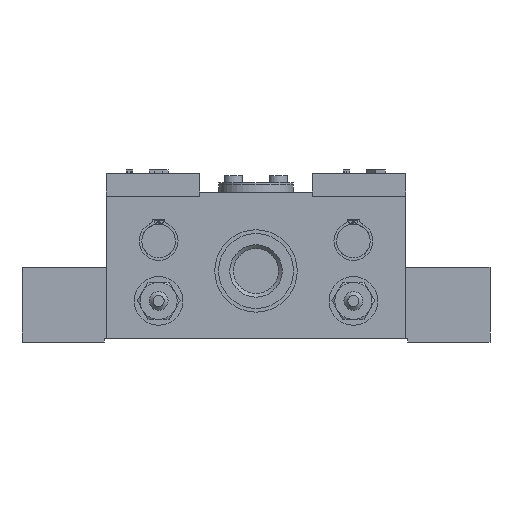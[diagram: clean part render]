
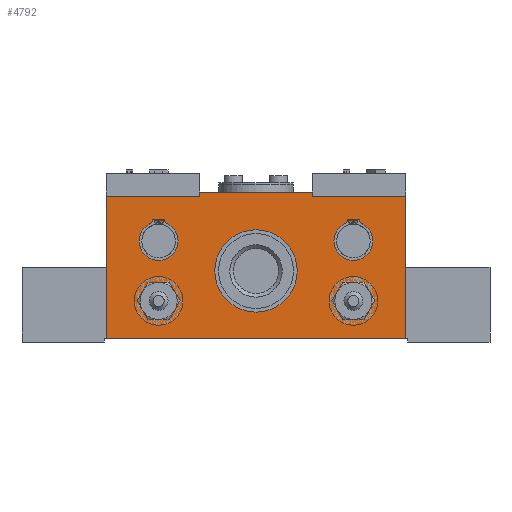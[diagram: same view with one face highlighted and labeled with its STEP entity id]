
A CAD part, left-side view. The second image highlights one B-rep face of the part: STEP entity #4792.
In plain terms, the highlighted planar face has unit normal (-1, 0, 0).
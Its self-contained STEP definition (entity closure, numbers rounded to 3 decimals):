
#4792=ADVANCED_FACE('',(#9780,#9781),#9782,.F.);
#9780=FACE_BOUND('',#15585,.T.);
#9781=FACE_OUTER_BOUND('',#15586,.T.);
#9782=PLANE('',#15587);
#15585=EDGE_LOOP('',(#26386));
#15586=EDGE_LOOP('',(#26387,#26388,#26389,#26390));
#15587=AXIS2_PLACEMENT_3D('',#26391,#26392,#26393);
#26386=ORIENTED_EDGE('',*,*,#40057,.T.);
#26387=ORIENTED_EDGE('',*,*,#40058,.T.);
#26388=ORIENTED_EDGE('',*,*,#40059,.F.);
#26389=ORIENTED_EDGE('',*,*,#40060,.F.);
#26390=ORIENTED_EDGE('',*,*,#38523,.T.);
#26391=CARTESIAN_POINT('',(-25.,60.556,26.778));
#26392=DIRECTION('',(1.,0.,0.));
#26393=DIRECTION('',(0.,0.,-1.));
#38523=EDGE_CURVE('',#47112,#47110,#47113,.T.);
#40057=EDGE_CURVE('',#49410,#49410,#49411,.T.);
#40058=EDGE_CURVE('',#47110,#49412,#49413,.T.);
#40059=EDGE_CURVE('',#49414,#49412,#49415,.T.);
#40060=EDGE_CURVE('',#47112,#49414,#49416,.T.);
#47110=VERTEX_POINT('',#59326);
#47112=VERTEX_POINT('',#59329);
#47113=LINE('',#59330,#59331);
#49410=VERTEX_POINT('',#62842);
#49411=CIRCLE('',#62843,11.);
#49412=VERTEX_POINT('',#62844);
#49413=LINE('',#62845,#62846);
#49414=VERTEX_POINT('',#62847);
#49415=LINE('',#62848,#62849);
#49416=LINE('',#62850,#62851);
#59326=CARTESIAN_POINT('',(-25.,60.556,-12.222));
#59329=CARTESIAN_POINT('',(-25.,60.556,26.778));
#59330=CARTESIAN_POINT('',(-25.,60.556,26.778));
#59331=VECTOR('',#69863,1.);
#62842=CARTESIAN_POINT('',(-25.,31.556,5.778));
#62843=AXIS2_PLACEMENT_3D('',#71135,#71136,#71137);
#62844=CARTESIAN_POINT('',(-25.,-19.444,-12.222));
#62845=CARTESIAN_POINT('',(-25.,60.556,-12.222));
#62846=VECTOR('',#71138,1.);
#62847=CARTESIAN_POINT('',(-25.,-19.444,26.778));
#62848=CARTESIAN_POINT('',(-25.,-19.444,26.778));
#62849=VECTOR('',#71139,1.);
#62850=CARTESIAN_POINT('',(-25.,60.556,26.778));
#62851=VECTOR('',#71140,1.);
#69863=DIRECTION('',(0.,0.,-1.));
#71135=CARTESIAN_POINT('',(-25.,20.556,5.778));
#71136=DIRECTION('',(1.,0.,0.));
#71137=DIRECTION('',(0.,1.,0.));
#71138=DIRECTION('',(0.,-1.,0.));
#71139=DIRECTION('',(0.,0.,-1.));
#71140=DIRECTION('',(0.,-1.,0.));
